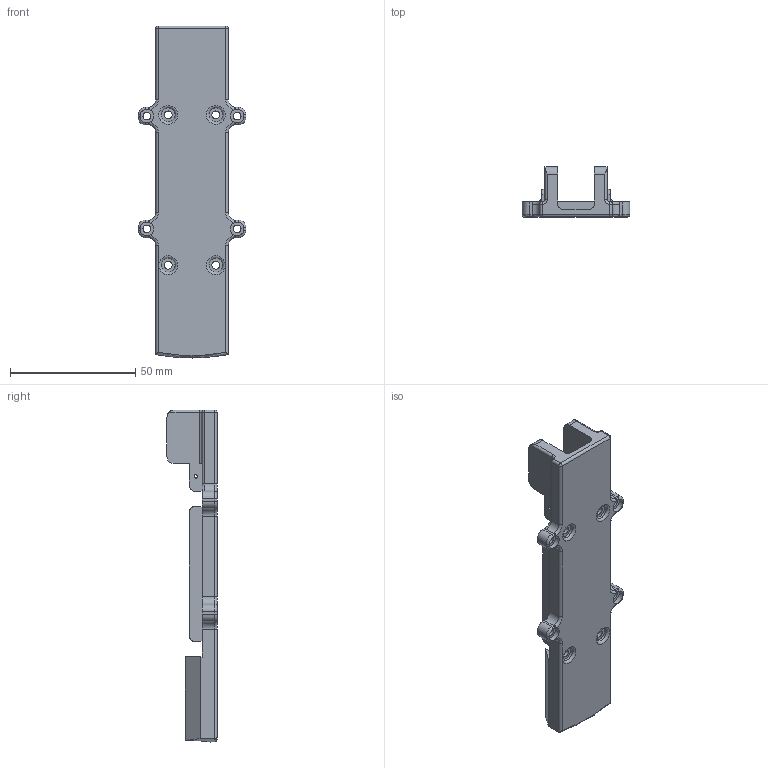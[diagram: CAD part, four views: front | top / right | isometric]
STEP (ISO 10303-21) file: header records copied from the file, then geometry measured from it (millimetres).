
FILE_DESCRIPTION(/* description */ (''),/* implementation_level */ '2;1');
FILE_NAME(/* name */ 'Kicker Plate_ipt_160d96b6.STEP',/* time_stamp */ '2021-11-25T10:12:09-03:00',/* author */ ('felip'),/* organization */ (''),/* preprocessor_version */ 'ST-DEVELOPER v18.1',/* originating_system */ 'Autodesk Inventor 2020',/* authorisation */ '');
FILE_SCHEMA (('AUTOMOTIVE_DESIGN { 1 0 10303 214 3 1 1 }'));
Length unit declared in the file: millimetre
Products named in the file (1): kicker_plate_modified
Bounding box: 43 x 20 x 132.45 mm (x, y, z)
Volume: 25043.6 mm3; surface area: 14212.4 mm2
Topology: 1 solids, 1 shells, 186 faces, 504 edges, 327 vertices
Faces by surface type: cylinder 78, plane 69, torus 33, sphere 4, bspline 2
Full cylindrical faces by diameter (mm): 3.1 x8, 4 x2, 5.5 x8
Entity records: 6250 total; most frequent: CARTESIAN_POINT 1361, DIRECTION 1062, ORIENTED_EDGE 1008, EDGE_CURVE 504, AXIS2_PLACEMENT_3D 419, VERTEX_POINT 327, CIRCLE 225, LINE 224
